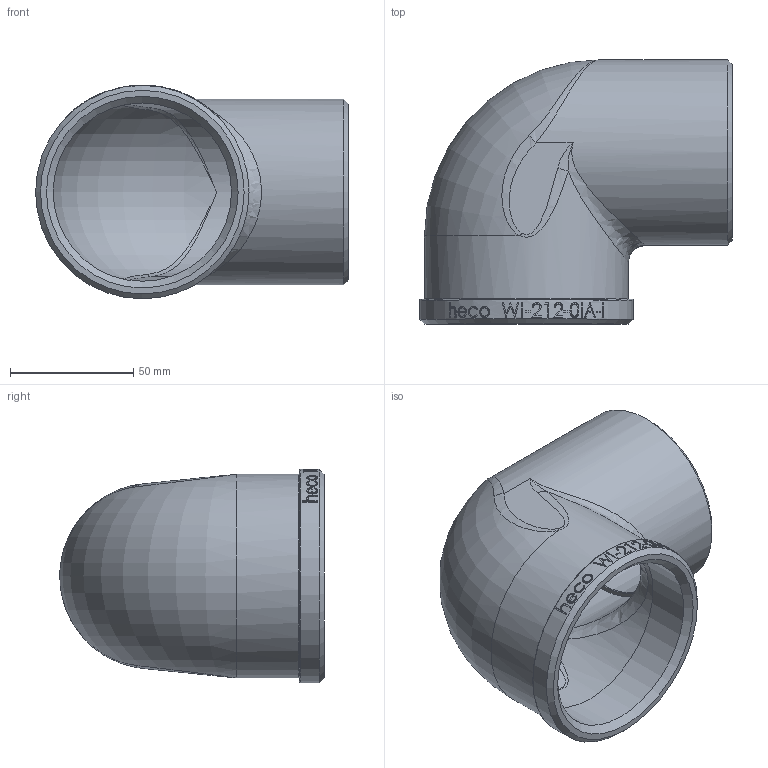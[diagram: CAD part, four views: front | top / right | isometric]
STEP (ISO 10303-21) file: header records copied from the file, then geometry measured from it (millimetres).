
FILE_DESCRIPTION (( 'STEP AP214' ), '1' );
FILE_NAME ('heco_WI-212-0IA-I1.STEP', '2015-11-03T11:05:12', ( 'test' ), ( '' ), 'SwSTEP 2.0', 'SolidWorks 2011', '' );
FILE_SCHEMA (( 'AUTOMOTIVE_DESIGN' ));
Length unit declared in the file: millimetre
Products named in the file (1): heco_WI-212-0IA-I1
Bounding box: 126.75 x 107.09 x 86.6 mm (x, y, z)
Volume: 128171.3 mm3; surface area: 68474.8 mm2
Topology: 1 solids, 1 shells, 198 faces, 503 edges, 322 vertices
Faces by surface type: bspline 96, plane 66, cylinder 27, cone 5, torus 4
Full cylindrical faces by diameter (mm): 65 x1, 68.784 x1, 72.226 x1, 75.184 x1, 76.1 x1, 82.5 x1, 86.5 x1
Entity records: 25454 total; most frequent: CARTESIAN_POINT 19205, ORIENTED_EDGE 952, DIRECTION 571, EDGE_CURVE 476, VERTEX_POINT 317, EDGE_LOOP 237, FACE_OUTER_BOUND 207, UNCERTAINTY_MEASURE_WITH_UNIT 201
